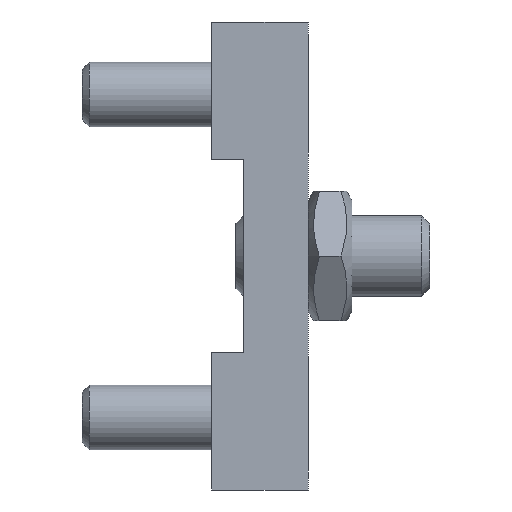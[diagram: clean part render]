
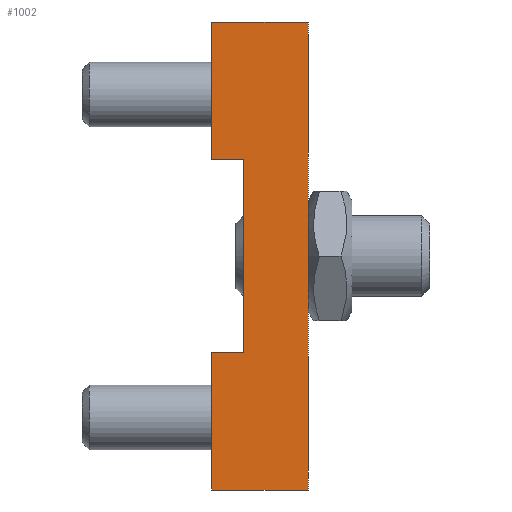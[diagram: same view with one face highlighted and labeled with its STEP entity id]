
A CAD part, left-side view. The second image highlights one B-rep face of the part: STEP entity #1002.
In plain terms, the highlighted face is planar.
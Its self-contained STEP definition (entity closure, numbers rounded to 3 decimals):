
#101=PLANE('',#1183);
#143=FACE_OUTER_BOUND('',#203,.T.);
#203=EDGE_LOOP('',(#739,#740,#741,#742,#743,#744,#745,#746));
#267=LINE('',#1621,#339);
#270=LINE('',#1627,#342);
#273=LINE('',#1633,#345);
#275=LINE('',#1637,#347);
#276=LINE('',#1639,#348);
#277=LINE('',#1641,#349);
#278=LINE('',#1643,#350);
#279=LINE('',#1644,#351);
#339=VECTOR('',#1327,10.);
#342=VECTOR('',#1332,10.);
#345=VECTOR('',#1337,10.);
#347=VECTOR('',#1341,10.);
#348=VECTOR('',#1342,10.);
#349=VECTOR('',#1343,10.);
#350=VECTOR('',#1344,10.);
#351=VECTOR('',#1345,10.);
#468=VERTEX_POINT('',#1618);
#469=VERTEX_POINT('',#1620);
#471=VERTEX_POINT('',#1626);
#473=VERTEX_POINT('',#1632);
#474=VERTEX_POINT('',#1636);
#475=VERTEX_POINT('',#1638);
#476=VERTEX_POINT('',#1640);
#477=VERTEX_POINT('',#1642);
#573=EDGE_CURVE('',#469,#468,#267,.T.);
#576=EDGE_CURVE('',#471,#469,#270,.T.);
#579=EDGE_CURVE('',#473,#471,#273,.T.);
#581=EDGE_CURVE('',#474,#468,#275,.T.);
#582=EDGE_CURVE('',#474,#475,#276,.T.);
#583=EDGE_CURVE('',#476,#475,#277,.T.);
#584=EDGE_CURVE('',#477,#476,#278,.T.);
#585=EDGE_CURVE('',#473,#477,#279,.T.);
#739=ORIENTED_EDGE('',*,*,#579,.T.);
#740=ORIENTED_EDGE('',*,*,#576,.T.);
#741=ORIENTED_EDGE('',*,*,#573,.T.);
#742=ORIENTED_EDGE('',*,*,#581,.F.);
#743=ORIENTED_EDGE('',*,*,#582,.T.);
#744=ORIENTED_EDGE('',*,*,#583,.F.);
#745=ORIENTED_EDGE('',*,*,#584,.F.);
#746=ORIENTED_EDGE('',*,*,#585,.F.);
#1002=ADVANCED_FACE('',(#143),#101,.T.);
#1183=AXIS2_PLACEMENT_3D('',#1635,#1339,#1340);
#1327=DIRECTION('',(-1.,0.,0.));
#1332=DIRECTION('',(0.,0.,1.));
#1337=DIRECTION('',(1.,0.,0.));
#1339=DIRECTION('center_axis',(0.,1.,0.));
#1340=DIRECTION('ref_axis',(0.,0.,1.));
#1341=DIRECTION('',(0.,0.,-1.));
#1342=DIRECTION('',(1.,0.,0.));
#1343=DIRECTION('',(0.,0.,1.));
#1344=DIRECTION('',(1.,0.,0.));
#1345=DIRECTION('',(0.,0.,-1.));
#1618=CARTESIAN_POINT('',(0.,5.,6.));
#1620=CARTESIAN_POINT('',(2.,5.,6.));
#1621=CARTESIAN_POINT('',(1.,5.,6.));
#1626=CARTESIAN_POINT('',(2.,5.,-6.));
#1627=CARTESIAN_POINT('',(2.,5.,-10.25));
#1632=CARTESIAN_POINT('',(0.,5.,-6.));
#1633=CARTESIAN_POINT('',(0.,5.,-6.));
#1635=CARTESIAN_POINT('Origin',(0.,5.,-14.5));
#1636=CARTESIAN_POINT('',(0.,5.,14.5));
#1637=CARTESIAN_POINT('',(0.,5.,14.5));
#1638=CARTESIAN_POINT('',(6.,5.,14.5));
#1639=CARTESIAN_POINT('',(0.,5.,14.5));
#1640=CARTESIAN_POINT('',(6.,5.,-14.5));
#1641=CARTESIAN_POINT('',(6.,5.,14.5));
#1642=CARTESIAN_POINT('',(0.,5.,-14.5));
#1643=CARTESIAN_POINT('',(0.,5.,-14.5));
#1644=CARTESIAN_POINT('',(0.,5.,14.5));
